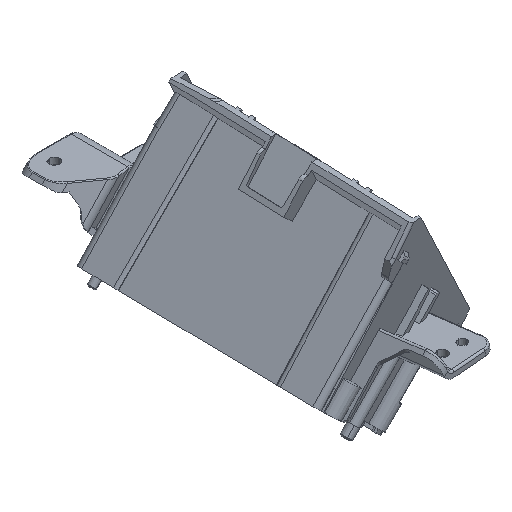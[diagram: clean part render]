
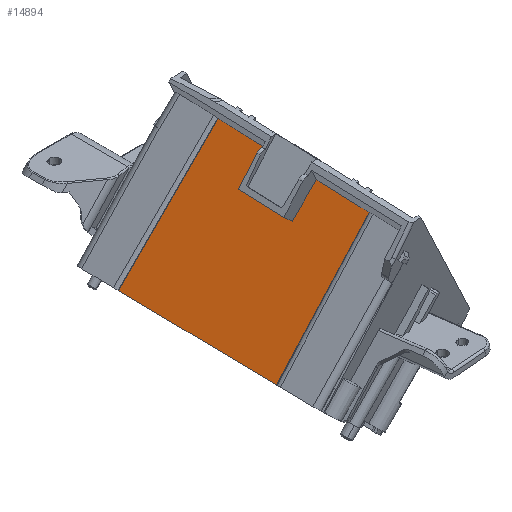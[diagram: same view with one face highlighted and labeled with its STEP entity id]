
A CAD part, isometric view. The second image highlights one B-rep face of the part: STEP entity #14894.
In plain terms, the highlighted planar face has unit normal (-0.739, -0.198, 0.644).
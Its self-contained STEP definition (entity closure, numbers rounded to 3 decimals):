
#14802=AXIS2_PLACEMENT_3D('Plane Axis2P3D',#14799,#14800,#14801) ;
#14701=CARTESIAN_POINT('Vertex',(345.699,-330.967,598.726)) ;
#14704=CARTESIAN_POINT('Line Origine',(341.148,-330.758,593.569)) ;
#14708=CARTESIAN_POINT('Vertex',(336.597,-330.549,588.413)) ;
#14799=CARTESIAN_POINT('Axis2P3D Location',(310.342,-342.778,554.536)) ;
#14805=CARTESIAN_POINT('Line Origine',(344.565,-321.751,600.256)) ;
#14809=CARTESIAN_POINT('Vertex',(343.43,-312.534,601.787)) ;
#14812=CARTESIAN_POINT('Line Origine',(324.688,-311.316,580.662)) ;
#14816=CARTESIAN_POINT('Vertex',(305.946,-310.097,559.537)) ;
#14819=CARTESIAN_POINT('Line Origine',(309.699,-338.018,555.262)) ;
#14823=CARTESIAN_POINT('Vertex',(313.452,-365.939,550.986)) ;
#14826=CARTESIAN_POINT('Line Origine',(331.759,-366.187,571.911)) ;
#14830=CARTESIAN_POINT('Vertex',(350.067,-366.434,592.836)) ;
#14833=CARTESIAN_POINT('Line Origine',(348.91,-357.042,594.396)) ;
#14837=CARTESIAN_POINT('Vertex',(347.753,-347.649,595.955)) ;
#14840=CARTESIAN_POINT('Line Origine',(343.207,-347.324,590.84)) ;
#14844=CARTESIAN_POINT('Vertex',(338.661,-346.999,585.725)) ;
#14847=CARTESIAN_POINT('Line Origine',(338.605,-346.554,585.798)) ;
#14851=CARTESIAN_POINT('Vertex',(338.549,-346.109,585.87)) ;
#14854=CARTESIAN_POINT('Line Origine',(343.081,-346.306,591.008)) ;
#14858=CARTESIAN_POINT('Vertex',(347.612,-346.503,596.146)) ;
#14861=CARTESIAN_POINT('Line Origine',(346.726,-339.307,597.341)) ;
#14865=CARTESIAN_POINT('Vertex',(345.84,-332.111,598.536)) ;
#14868=CARTESIAN_POINT('Line Origine',(341.274,-331.773,593.402)) ;
#14872=CARTESIAN_POINT('Vertex',(336.708,-331.435,588.268)) ;
#14875=CARTESIAN_POINT('Line Origine',(336.653,-330.992,588.34)) ;
#14705=DIRECTION('Vector Direction',(0.661,-0.03,0.749)) ;
#14800=DIRECTION('Axis2P3D Direction',(-0.739,-0.198,0.644)) ;
#14801=DIRECTION('Axis2P3D XDirection',(0.657,0.,0.754)) ;
#14806=DIRECTION('Vector Direction',(-0.121,0.979,0.163)) ;
#14813=DIRECTION('Vector Direction',(0.663,-0.043,0.747)) ;
#14820=DIRECTION('Vector Direction',(0.132,-0.98,-0.15)) ;
#14827=DIRECTION('Vector Direction',(-0.658,0.009,-0.753)) ;
#14834=DIRECTION('Vector Direction',(-0.121,0.979,0.163)) ;
#14841=DIRECTION('Vector Direction',(-0.664,0.047,-0.747)) ;
#14848=DIRECTION('Vector Direction',(-0.123,0.979,0.16)) ;
#14855=DIRECTION('Vector Direction',(-0.661,0.029,-0.75)) ;
#14862=DIRECTION('Vector Direction',(-0.121,0.979,0.163)) ;
#14869=DIRECTION('Vector Direction',(-0.664,0.049,-0.746)) ;
#14876=DIRECTION('Vector Direction',(-0.123,0.979,0.16)) ;
#14706=VECTOR('Line Direction',#14705,1.) ;
#14807=VECTOR('Line Direction',#14806,1.) ;
#14814=VECTOR('Line Direction',#14813,1.) ;
#14821=VECTOR('Line Direction',#14820,1.) ;
#14828=VECTOR('Line Direction',#14827,1.) ;
#14835=VECTOR('Line Direction',#14834,1.) ;
#14842=VECTOR('Line Direction',#14841,1.) ;
#14849=VECTOR('Line Direction',#14848,1.) ;
#14856=VECTOR('Line Direction',#14855,1.) ;
#14863=VECTOR('Line Direction',#14862,1.) ;
#14870=VECTOR('Line Direction',#14869,1.) ;
#14877=VECTOR('Line Direction',#14876,1.) ;
#14881=ORIENTED_EDGE('',*,*,#14811,.T.) ;
#14882=ORIENTED_EDGE('',*,*,#14818,.F.) ;
#14883=ORIENTED_EDGE('',*,*,#14825,.T.) ;
#14884=ORIENTED_EDGE('',*,*,#14832,.F.) ;
#14885=ORIENTED_EDGE('',*,*,#14839,.T.) ;
#14886=ORIENTED_EDGE('',*,*,#14846,.T.) ;
#14887=ORIENTED_EDGE('',*,*,#14853,.T.) ;
#14888=ORIENTED_EDGE('',*,*,#14860,.F.) ;
#14889=ORIENTED_EDGE('',*,*,#14867,.T.) ;
#14890=ORIENTED_EDGE('',*,*,#14874,.T.) ;
#14891=ORIENTED_EDGE('',*,*,#14879,.T.) ;
#14892=ORIENTED_EDGE('',*,*,#14710,.T.) ;
#14894=ADVANCED_FACE('7912040-PT301\\\X2\5BFC51498154\X0\.2\\\X2\96F64EF651E04F554F53\X0\',(#14893),#14803,.T.) ;
#14710=EDGE_CURVE('',#14709,#14702,#14707,.T.) ;
#14811=EDGE_CURVE('',#14702,#14810,#14808,.T.) ;
#14818=EDGE_CURVE('',#14817,#14810,#14815,.T.) ;
#14825=EDGE_CURVE('',#14817,#14824,#14822,.T.) ;
#14832=EDGE_CURVE('',#14831,#14824,#14829,.T.) ;
#14839=EDGE_CURVE('',#14831,#14838,#14836,.T.) ;
#14846=EDGE_CURVE('',#14838,#14845,#14843,.T.) ;
#14853=EDGE_CURVE('',#14845,#14852,#14850,.T.) ;
#14860=EDGE_CURVE('',#14859,#14852,#14857,.T.) ;
#14867=EDGE_CURVE('',#14859,#14866,#14864,.T.) ;
#14874=EDGE_CURVE('',#14866,#14873,#14871,.T.) ;
#14879=EDGE_CURVE('',#14873,#14709,#14878,.T.) ;
#14880=EDGE_LOOP('',(#14881,#14882,#14883,#14884,#14885,#14886,#14887,#14888,#14889,#14890,#14891,#14892)) ;
#14893=FACE_OUTER_BOUND('',#14880,.T.) ;
#14707=LINE('Line',#14704,#14706) ;
#14808=LINE('Line',#14805,#14807) ;
#14815=LINE('Line',#14812,#14814) ;
#14822=LINE('Line',#14819,#14821) ;
#14829=LINE('Line',#14826,#14828) ;
#14836=LINE('Line',#14833,#14835) ;
#14843=LINE('Line',#14840,#14842) ;
#14850=LINE('Line',#14847,#14849) ;
#14857=LINE('Line',#14854,#14856) ;
#14864=LINE('Line',#14861,#14863) ;
#14871=LINE('Line',#14868,#14870) ;
#14878=LINE('Line',#14875,#14877) ;
#14803=PLANE('',#14802) ;
#14702=VERTEX_POINT('',#14701) ;
#14709=VERTEX_POINT('',#14708) ;
#14810=VERTEX_POINT('',#14809) ;
#14817=VERTEX_POINT('',#14816) ;
#14824=VERTEX_POINT('',#14823) ;
#14831=VERTEX_POINT('',#14830) ;
#14838=VERTEX_POINT('',#14837) ;
#14845=VERTEX_POINT('',#14844) ;
#14852=VERTEX_POINT('',#14851) ;
#14859=VERTEX_POINT('',#14858) ;
#14866=VERTEX_POINT('',#14865) ;
#14873=VERTEX_POINT('',#14872) ;
